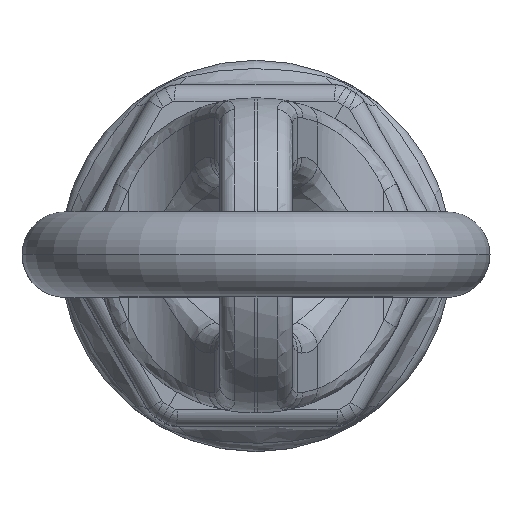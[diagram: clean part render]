
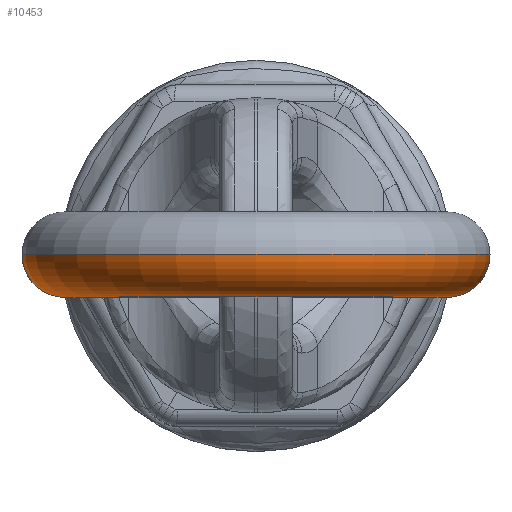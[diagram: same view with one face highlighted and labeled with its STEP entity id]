
A CAD part, top view. The second image highlights one B-rep face of the part: STEP entity #10453.
In plain terms, the highlighted toroidal (fillet/blend) face has major radius 22.5 mm and minor radius 5 mm.
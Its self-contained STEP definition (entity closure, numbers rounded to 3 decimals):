
#10299=CARTESIAN_POINT('Vertex',(22.5,-5.,25.637)) ;
#10302=CARTESIAN_POINT('Axis2P3D Location',(0.,-5.,25.637)) ;
#10306=CARTESIAN_POINT('Vertex',(-22.5,-5.,25.637)) ;
#10366=CARTESIAN_POINT('Axis2P3D Location',(0.,0.,25.637)) ;
#10370=CARTESIAN_POINT('Vertex',(-27.5,0.,25.637)) ;
#10372=CARTESIAN_POINT('Vertex',(27.5,0.,25.637)) ;
#10432=CARTESIAN_POINT('Axis2P3D Location',(0.,0.,25.637)) ;
#10437=CARTESIAN_POINT('Axis2P3D Location',(-22.5,0.,25.637)) ;
#10442=CARTESIAN_POINT('Axis2P3D Location',(22.5,0.,25.637)) ;
#10303=DIRECTION('Axis2P3D Direction',(0.,1.,0.)) ;
#10367=DIRECTION('Axis2P3D Direction',(0.,1.,0.)) ;
#10433=DIRECTION('Axis2P3D Direction',(0.,1.,0.)) ;
#10434=DIRECTION('Axis2P3D XDirection',(-1.,0.,0.)) ;
#10438=DIRECTION('Axis2P3D Direction',(0.,0.,-1.)) ;
#10443=DIRECTION('Axis2P3D Direction',(0.,0.,1.)) ;
#10304=AXIS2_PLACEMENT_3D('Circle Axis2P3D',#10302,#10303,$) ;
#10368=AXIS2_PLACEMENT_3D('Circle Axis2P3D',#10366,#10367,$) ;
#10435=AXIS2_PLACEMENT_3D('Torus Axis2P3D',#10432,#10433,#10434) ;
#10439=AXIS2_PLACEMENT_3D('Circle Axis2P3D',#10437,#10438,$) ;
#10444=AXIS2_PLACEMENT_3D('Circle Axis2P3D',#10442,#10443,$) ;
#10448=ORIENTED_EDGE('',*,*,#10374,.F.) ;
#10449=ORIENTED_EDGE('',*,*,#10441,.T.) ;
#10450=ORIENTED_EDGE('',*,*,#10308,.T.) ;
#10451=ORIENTED_EDGE('',*,*,#10446,.F.) ;
#10453=ADVANCED_FACE('YK8271-013B.1.2',(#10452),#10436,.T.) ;
#10305=CIRCLE('generated circle',#10304,22.5) ;
#10369=CIRCLE('generated circle',#10368,27.5) ;
#10440=CIRCLE('generated circle',#10439,5.) ;
#10445=CIRCLE('generated circle',#10444,5.) ;
#10436=TOROIDAL_SURFACE('homeo Torus',#10435,22.5,5.) ;
#10308=EDGE_CURVE('',#10307,#10300,#10305,.T.) ;
#10374=EDGE_CURVE('',#10371,#10373,#10369,.T.) ;
#10441=EDGE_CURVE('',#10371,#10307,#10440,.F.) ;
#10446=EDGE_CURVE('',#10373,#10300,#10445,.F.) ;
#10447=EDGE_LOOP('',(#10448,#10449,#10450,#10451)) ;
#10452=FACE_OUTER_BOUND('',#10447,.T.) ;
#10300=VERTEX_POINT('',#10299) ;
#10307=VERTEX_POINT('',#10306) ;
#10371=VERTEX_POINT('',#10370) ;
#10373=VERTEX_POINT('',#10372) ;
